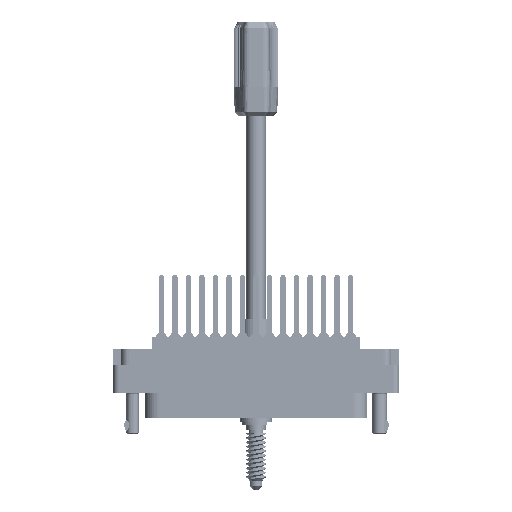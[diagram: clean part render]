
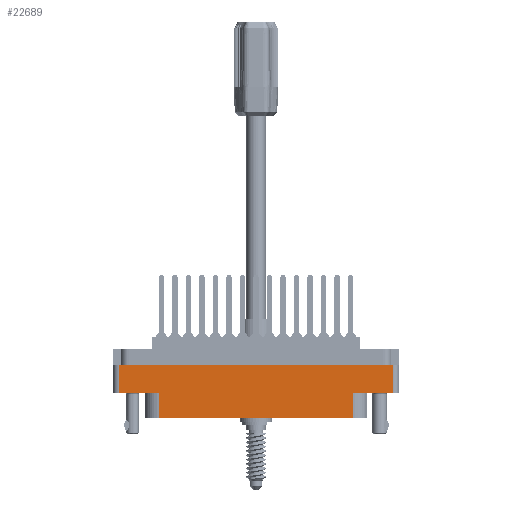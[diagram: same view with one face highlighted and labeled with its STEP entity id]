
A CAD part, front view. The second image highlights one B-rep face of the part: STEP entity #22689.
In plain terms, the highlighted planar face has unit normal (0, -1, 0).
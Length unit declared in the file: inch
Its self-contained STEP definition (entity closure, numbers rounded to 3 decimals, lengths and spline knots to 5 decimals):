
#1363 = CARTESIAN_POINT ( 'NONE',  ( -0.9315, -0.7625, -0.78 ) ) ;
#2727 = EDGE_CURVE ( 'NONE', #31804, #61448, #94496, .T. ) ;
#6073 = CARTESIAN_POINT ( 'NONE',  ( 1.313, -0.7625, -0.274 ) ) ;
#6767 = DIRECTION ( 'NONE',  ( -1., 0., 0. ) ) ;
#13018 = ORIENTED_EDGE ( 'NONE', *, *, #39511, .T. ) ;
#13460 = VERTEX_POINT ( 'NONE', #27667 ) ;
#15128 = CARTESIAN_POINT ( 'NONE',  ( -1.313, -0.7625, -0.78 ) ) ;
#15910 = CARTESIAN_POINT ( 'NONE',  ( -1.313, -0.7625, -0.274 ) ) ;
#17852 = CARTESIAN_POINT ( 'NONE',  ( 0.9315, -0.7625, -0.54 ) ) ;
#20778 = AXIS2_PLACEMENT_3D ( 'NONE', #102740, #50289, #24171 ) ;
#20780 = CARTESIAN_POINT ( 'NONE',  ( 1.313, -0.7625, -0.78 ) ) ;
#22052 = LINE ( 'NONE', #20780, #76957 ) ;
#22689 = ADVANCED_FACE ( 'NONE', ( #57218 ), #93534, .T. ) ;
#24171 = DIRECTION ( 'NONE',  ( 0., 0., -1. ) ) ;
#27667 = CARTESIAN_POINT ( 'NONE',  ( 0.9315, -0.7625, -0.78 ) ) ;
#29612 = DIRECTION ( 'NONE',  ( 0., 0., 1. ) ) ;
#29732 = LINE ( 'NONE', #47018, #96905 ) ;
#30406 = EDGE_CURVE ( 'NONE', #71241, #13460, #29732, .T. ) ;
#30861 = LINE ( 'NONE', #42458, #110338 ) ;
#31804 = VERTEX_POINT ( 'NONE', #15910 ) ;
#35338 = EDGE_CURVE ( 'NONE', #13460, #41034, #81257, .T. ) ;
#37121 = DIRECTION ( 'NONE',  ( 1., 0., 0. ) ) ;
#38706 = ORIENTED_EDGE ( 'NONE', *, *, #2727, .F. ) ;
#39511 = EDGE_CURVE ( 'NONE', #94144, #61920, #100263, .T. ) ;
#41034 = VERTEX_POINT ( 'NONE', #17852 ) ;
#42284 = CARTESIAN_POINT ( 'NONE',  ( 0., -0.7625, -0.274 ) ) ;
#42458 = CARTESIAN_POINT ( 'NONE',  ( 0., -0.7625, -0.54 ) ) ;
#45094 = CARTESIAN_POINT ( 'NONE',  ( 0., -0.7625, -0.54 ) ) ;
#45512 = EDGE_CURVE ( 'NONE', #61920, #71241, #66325, .T. ) ;
#45796 = VECTOR ( 'NONE', #85278, 39.37008 ) ;
#47018 = CARTESIAN_POINT ( 'NONE',  ( -1.375, -0.7625, -0.78 ) ) ;
#49540 = ORIENTED_EDGE ( 'NONE', *, *, #30406, .T. ) ;
#49850 = ORIENTED_EDGE ( 'NONE', *, *, #82409, .F. ) ;
#50289 = DIRECTION ( 'NONE',  ( 0., -1., 0. ) ) ;
#53563 = DIRECTION ( 'NONE',  ( 0., 0., -1. ) ) ;
#55882 = DIRECTION ( 'NONE',  ( 1., 0., 0. ) ) ;
#56809 = EDGE_CURVE ( 'NONE', #85262, #61448, #22052, .T. ) ;
#57218 = FACE_OUTER_BOUND ( 'NONE', #104203, .T. ) ;
#61448 = VERTEX_POINT ( 'NONE', #6073 ) ;
#61920 = VERTEX_POINT ( 'NONE', #87183 ) ;
#66167 = CARTESIAN_POINT ( 'NONE',  ( -1.313, -0.7625, -0.54 ) ) ;
#66325 = LINE ( 'NONE', #1363, #110193 ) ;
#68045 = EDGE_CURVE ( 'NONE', #31804, #94144, #82874, .T. ) ;
#71241 = VERTEX_POINT ( 'NONE', #84270 ) ;
#73282 = CARTESIAN_POINT ( 'NONE',  ( 0.9315, -0.7625, -0.54 ) ) ;
#76957 = VECTOR ( 'NONE', #90564, 39.37008 ) ;
#79654 = VECTOR ( 'NONE', #37121, 39.37008 ) ;
#81257 = LINE ( 'NONE', #73282, #95042 ) ;
#82409 = EDGE_CURVE ( 'NONE', #85262, #41034, #30861, .T. ) ;
#82874 = LINE ( 'NONE', #15128, #45796 ) ;
#84270 = CARTESIAN_POINT ( 'NONE',  ( -0.9315, -0.7625, -0.78 ) ) ;
#85262 = VERTEX_POINT ( 'NONE', #92998 ) ;
#85278 = DIRECTION ( 'NONE',  ( 0., 0., -1. ) ) ;
#87183 = CARTESIAN_POINT ( 'NONE',  ( -0.9315, -0.7625, -0.54 ) ) ;
#90564 = DIRECTION ( 'NONE',  ( 0., 0., 1. ) ) ;
#92998 = CARTESIAN_POINT ( 'NONE',  ( 1.313, -0.7625, -0.54 ) ) ;
#93534 = PLANE ( 'NONE',  #20778 ) ;
#93595 = ORIENTED_EDGE ( 'NONE', *, *, #56809, .T. ) ;
#94144 = VERTEX_POINT ( 'NONE', #66167 ) ;
#94496 = LINE ( 'NONE', #42284, #104210 ) ;
#95042 = VECTOR ( 'NONE', #29612, 39.37008 ) ;
#96905 = VECTOR ( 'NONE', #55882, 39.37008 ) ;
#97305 = ORIENTED_EDGE ( 'NONE', *, *, #68045, .T. ) ;
#97473 = ORIENTED_EDGE ( 'NONE', *, *, #45512, .T. ) ;
#100263 = LINE ( 'NONE', #45094, #79654 ) ;
#102000 = ORIENTED_EDGE ( 'NONE', *, *, #35338, .T. ) ;
#102740 = CARTESIAN_POINT ( 'NONE',  ( -1.375, -0.7625, -0.78 ) ) ;
#104203 = EDGE_LOOP ( 'NONE', ( #38706, #97305, #13018, #97473, #49540, #102000, #49850, #93595 ) ) ;
#104210 = VECTOR ( 'NONE', #111271, 39.37008 ) ;
#110193 = VECTOR ( 'NONE', #53563, 39.37008 ) ;
#110338 = VECTOR ( 'NONE', #6767, 39.37008 ) ;
#111271 = DIRECTION ( 'NONE',  ( 1., 0., 0. ) ) ;
